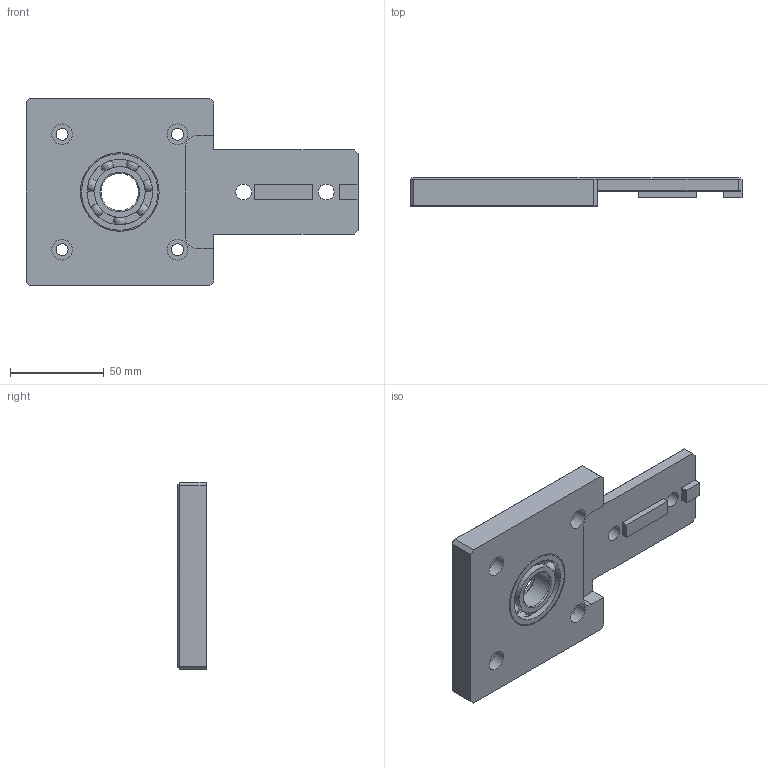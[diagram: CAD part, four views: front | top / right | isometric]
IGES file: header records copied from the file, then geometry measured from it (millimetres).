
Global section: file name: 904502.44.stp.ipt; native system: Autodesk Inventor 2014; preprocessor: unknown; author: zeman; date: 20151016.102146; units: millimetre
Bounding box: 177 x 15 x 100 mm (x, y, z)
Volume: 153766.2 mm3; surface area: 43544.7 mm2
Topology: 2 solids, 2 shells, 97 faces, 303 edges, 204 vertices
Faces by surface type: plane 52, revolution 35, sphere 7, cylinder 3
Full cylindrical faces by diameter (mm): 27.04 x2, 42 x1
